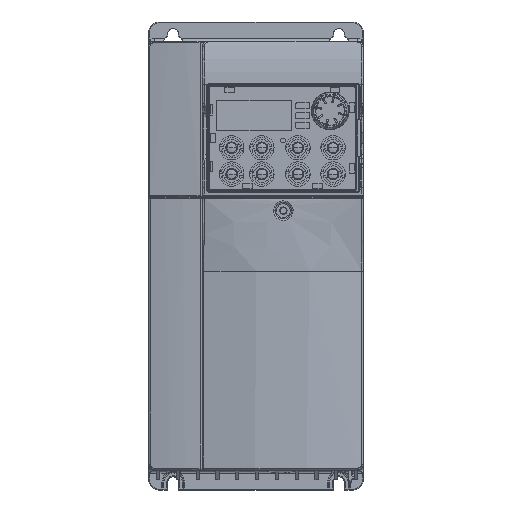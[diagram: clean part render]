
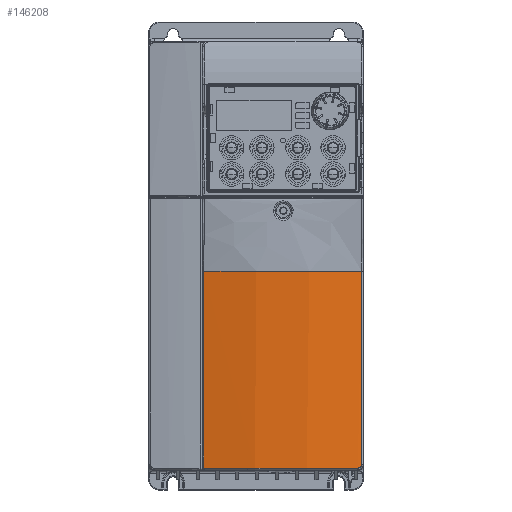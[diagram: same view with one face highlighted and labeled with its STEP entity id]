
A CAD part, top view. The second image highlights one B-rep face of the part: STEP entity #146208.
In plain terms, the highlighted cylindrical face has radius 172.656 mm (diameter 345.312 mm), a partial arc.
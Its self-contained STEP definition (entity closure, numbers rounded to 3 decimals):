
#874 = CARTESIAN_POINT ( 'NONE',  ( 54.234, 13., 145.186 ) ) ;
#1190 = LINE ( 'NONE', #63730, #41489 ) ;
#5133 = DIRECTION ( 'NONE',  ( 0., -1., 0. ) ) ;
#5859 = CARTESIAN_POINT ( 'NONE',  ( 53.828, 11.785, 145.284 ) ) ;
#9565 = VERTEX_POINT ( 'NONE', #28887 ) ;
#9843 = EDGE_LOOP ( 'NONE', ( #107230, #68661, #58064, #33909, #143249 ) ) ;
#13458 = CIRCLE ( 'NONE', #128112, 172.656 ) ;
#17556 = CARTESIAN_POINT ( 'NONE',  ( 54.234, 112., 145.186 ) ) ;
#19654 = CARTESIAN_POINT ( 'NONE',  ( -26.734, 11., 145.186 ) ) ;
#22284 = CARTESIAN_POINT ( 'NONE',  ( 53.973, 12.003, 145.249 ) ) ;
#23141 = EDGE_CURVE ( 'NONE', #56510, #197612, #177270, .T. ) ;
#25140 = CARTESIAN_POINT ( 'NONE',  ( 13.75, 10., -22.656 ) ) ;
#28887 = CARTESIAN_POINT ( 'NONE',  ( -26.734, 11., 145.186 ) ) ;
#29939 = DIRECTION ( 'NONE',  ( 0., -1., 0. ) ) ;
#31470 = CARTESIAN_POINT ( 'NONE',  ( -20.114, 112., 146.784 ) ) ;
#33909 = ORIENTED_EDGE ( 'NONE', *, *, #176004, .F. ) ;
#37646 = CARTESIAN_POINT ( 'NONE',  ( 53.457, 11.413, 145.372 ) ) ;
#38654 = CARTESIAN_POINT ( 'NONE',  ( 54.223, 12.741, 145.189 ) ) ;
#41489 = VECTOR ( 'NONE', #29939, 1000. ) ;
#53042 = CARTESIAN_POINT ( 'NONE',  ( 54.234, 13., 145.186 ) ) ;
#54067 = CARTESIAN_POINT ( 'NONE',  ( 53.237, 11.266, 145.424 ) ) ;
#55075 = CARTESIAN_POINT ( 'NONE',  ( 52.999, 11.149, 145.48 ) ) ;
#56086 = CARTESIAN_POINT ( 'NONE',  ( 52.487, 11.012, 145.598 ) ) ;
#56192 = CARTESIAN_POINT ( 'NONE',  ( -26.734, 112., 145.186 ) ) ;
#56510 = VERTEX_POINT ( 'NONE', #874 ) ;
#58064 = ORIENTED_EDGE ( 'NONE', *, *, #130529, .T. ) ;
#58940 = FACE_OUTER_BOUND ( 'NONE', #9843, .T. ) ;
#63730 = CARTESIAN_POINT ( 'NONE',  ( 54.234, 112., 145.186 ) ) ;
#64260 = CARTESIAN_POINT ( 'NONE',  ( -26.734, 112., 145.186 ) ) ;
#67655 = DIRECTION ( 'NONE',  ( 0.223, 0., 0.975 ) ) ;
#68661 = ORIENTED_EDGE ( 'NONE', *, *, #146635, .F. ) ;
#75326 = DIRECTION ( 'NONE',  ( 1., 0., 0. ) ) ;
#77624 = CARTESIAN_POINT ( 'NONE',  ( 40.898, 112., 147.988 ) ) ;
#91730 = CYLINDRICAL_SURFACE ( 'NONE', #172294, 172.656 ) ;
#101207 = CARTESIAN_POINT ( 'NONE',  ( 54.173, 12.485, 145.201 ) ) ;
#107230 = ORIENTED_EDGE ( 'NONE', *, *, #23141, .F. ) ;
#114103 = VERTEX_POINT ( 'NONE', #17556 ) ;
#114570 = CARTESIAN_POINT ( 'NONE',  ( 52.312, 11., 145.639 ) ) ;
#122195 = EDGE_CURVE ( 'NONE', #197612, #9565, #13458, .T. ) ;
#122537 = B_SPLINE_CURVE_WITH_KNOTS ( 'NONE', 3,
 ( #173058, #143261, #77624, #144276, #142263, #190470, #191492, #202815, #31470, #64260 ),
 .UNSPECIFIED., .F., .F.,
 ( 4, 2, 2, 2, 4 ),
 ( 0., 0.25, 0.5, 0.75, 1. ),
 .UNSPECIFIED. ) ;
#125899 = VERTEX_POINT ( 'NONE', #56192 ) ;
#128112 = AXIS2_PLACEMENT_3D ( 'NONE', #162072, #5133, #67655 ) ;
#130529 = EDGE_CURVE ( 'NONE', #114103, #125899, #122537, .T. ) ;
#142263 = CARTESIAN_POINT ( 'NONE',  ( 20.561, 112., 150. ) ) ;
#143249 = ORIENTED_EDGE ( 'NONE', *, *, #122195, .F. ) ;
#143261 = CARTESIAN_POINT ( 'NONE',  ( 47.614, 112., 146.784 ) ) ;
#144276 = CARTESIAN_POINT ( 'NONE',  ( 27.372, 112., 149.597 ) ) ;
#146208 = ADVANCED_FACE ( 'NONE', ( #58940 ), #91730, .T. ) ;
#146635 = EDGE_CURVE ( 'NONE', #114103, #56510, #1190, .T. ) ;
#147424 = CARTESIAN_POINT ( 'NONE',  ( 52.223, 11., 145.659 ) ) ;
#148432 = CARTESIAN_POINT ( 'NONE',  ( 53.655, 11.587, 145.325 ) ) ;
#152060 = CARTESIAN_POINT ( 'NONE',  ( 52.223, 11., 145.659 ) ) ;
#160190 = LINE ( 'NONE', #19654, #190735 ) ;
#162072 = CARTESIAN_POINT ( 'NONE',  ( 13.75, 11., -22.656 ) ) ;
#172294 = AXIS2_PLACEMENT_3D ( 'NONE', #25140, #198521, #75326 ) ;
#173058 = CARTESIAN_POINT ( 'NONE',  ( 54.234, 112., 145.186 ) ) ;
#176004 = EDGE_CURVE ( 'NONE', #9565, #125899, #160190, .T. ) ;
#177270 = B_SPLINE_CURVE_WITH_KNOTS ( 'NONE', 3,
 ( #53042, #179233, #38654, #101207, #178225, #22284, #5859, #148432, #37646, #54067, #55075, #180248, #56086, #114570, #147424 ),
 .UNSPECIFIED., .F., .F.,
 ( 4, 1, 1, 1, 1, 1, 1, 1, 1, 1, 1, 1, 4 ),
 ( 0., 0.083, 0.167, 0.25, 0.333, 0.417, 0.5, 0.583, 0.667, 0.75, 0.833, 0.917, 1. ),
 .UNSPECIFIED. ) ;
#178225 = CARTESIAN_POINT ( 'NONE',  ( 54.089, 12.238, 145.222 ) ) ;
#179233 = CARTESIAN_POINT ( 'NONE',  ( 54.234, 12.913, 145.186 ) ) ;
#180248 = CARTESIAN_POINT ( 'NONE',  ( 52.748, 11.063, 145.538 ) ) ;
#187956 = DIRECTION ( 'NONE',  ( 0., 1., 0. ) ) ;
#190470 = CARTESIAN_POINT ( 'NONE',  ( 6.939, 112., 150. ) ) ;
#190735 = VECTOR ( 'NONE', #187956, 1000. ) ;
#191492 = CARTESIAN_POINT ( 'NONE',  ( 0.128, 112., 149.597 ) ) ;
#197612 = VERTEX_POINT ( 'NONE', #152060 ) ;
#198521 = DIRECTION ( 'NONE',  ( 0., -1., 0. ) ) ;
#202815 = CARTESIAN_POINT ( 'NONE',  ( -13.398, 112., 147.988 ) ) ;
